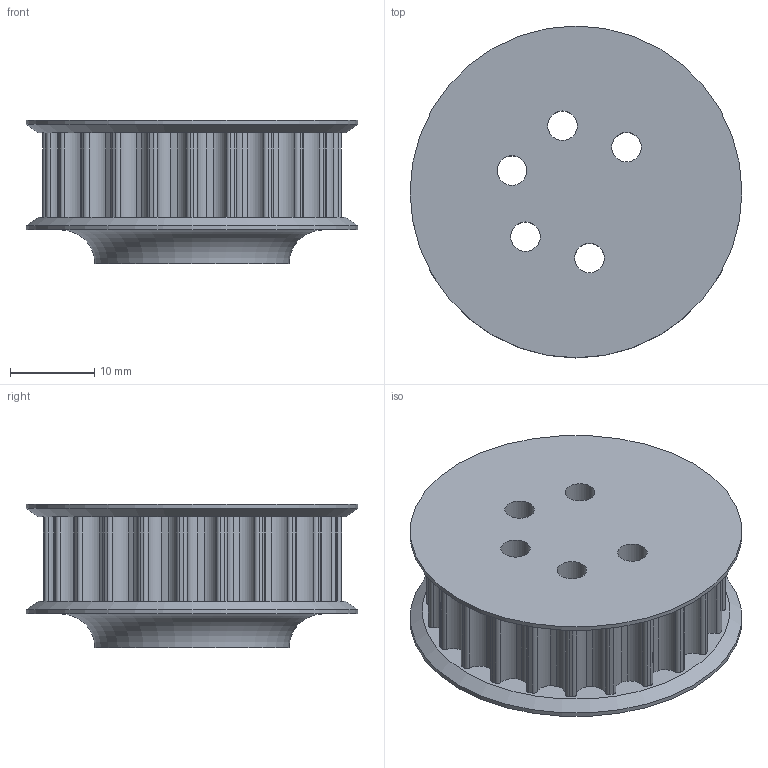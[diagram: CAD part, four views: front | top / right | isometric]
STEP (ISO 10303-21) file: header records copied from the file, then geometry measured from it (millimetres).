
FILE_DESCRIPTION(/* description */ ('STEP AP242 Edition 2'),/* implementation_level */ '2;1');
FILE_NAME(/* name */ '',/* time_stamp */ '2025-12-26T19:22:35+03:00',/* author */ ('Phantom'),/* organization */ (''),/* preprocessor_version */ 'ST-DEVELOPER v20.1',/* originating_system */ 'Autodesk Inventor 2026',/* authorisation */ ' ');
FILE_SCHEMA (('AUTOMOTIVE_DESIGN { 1 0 10303 214 3 1 1 }'));
Length unit declared in the file: millimetre
Products named in the file (1): шкив прямая 
передача 10мм
Bounding box: 39.32 x 39.32 x 17 mm (x, y, z)
Volume: 13141.5 mm3; surface area: 5918.9 mm2
Topology: 1 solids, 1 shells, 153 faces, 444 edges, 296 vertices
Faces by surface type: cylinder 145, plane 5, cone 2, torus 1
Full cylindrical faces by diameter (mm): 3.5 x5, 39.318 x2
Entity records: 5307 total; most frequent: DIRECTION 1049, CARTESIAN_POINT 894, ORIENTED_EDGE 888, AXIS2_PLACEMENT_3D 451, EDGE_CURVE 444, CIRCLE 297, VERTEX_POINT 296, EDGE_LOOP 166
